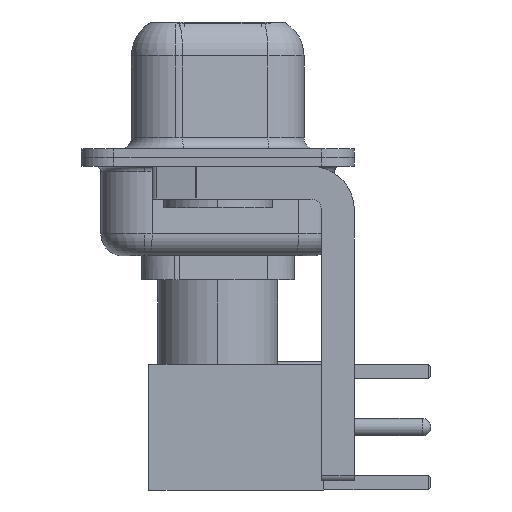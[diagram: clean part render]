
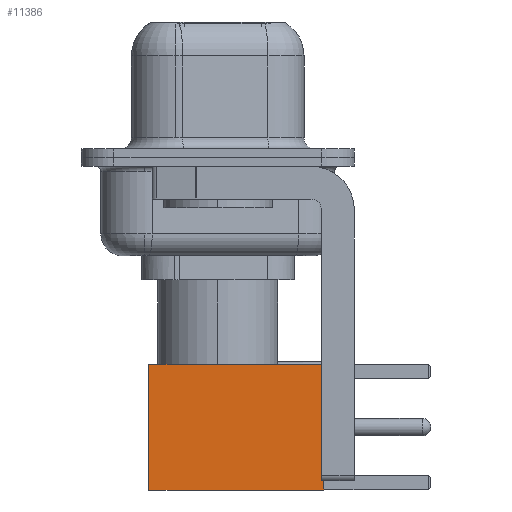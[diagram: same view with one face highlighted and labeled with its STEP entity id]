
A CAD part, left-side view. The second image highlights one B-rep face of the part: STEP entity #11386.
In plain terms, the highlighted face is planar.
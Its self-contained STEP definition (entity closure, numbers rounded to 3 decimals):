
#651 = VECTOR ( 'NONE', #9738, 1000. ) ;
#1156 = AXIS2_PLACEMENT_3D ( 'NONE', #2260, #19275, #2149 ) ;
#1775 = ORIENTED_EDGE ( 'NONE', *, *, #8896, .T. ) ;
#2149 = DIRECTION ( 'NONE',  ( 0., 0., 1. ) ) ;
#2260 = CARTESIAN_POINT ( 'NONE',  ( 2.875, 2.875, 0. ) ) ;
#2572 = EDGE_CURVE ( 'NONE', #20119, #2891, #19448, .T. ) ;
#2672 = CARTESIAN_POINT ( 'NONE',  ( -2.875, 2.875, 8. ) ) ;
#2755 = LINE ( 'NONE', #9526, #651 ) ;
#2891 = VERTEX_POINT ( 'NONE', #11744 ) ;
#5639 = DIRECTION ( 'NONE',  ( 0., 0., -1. ) ) ;
#6103 = VERTEX_POINT ( 'NONE', #21479 ) ;
#6173 = ORIENTED_EDGE ( 'NONE', *, *, #19021, .F. ) ;
#6423 = VECTOR ( 'NONE', #19323, 1000. ) ;
#6859 = EDGE_LOOP ( 'NONE', ( #1775, #16143, #20483, #6173 ) ) ;
#6975 = DIRECTION ( 'NONE',  ( -1., 0., 0. ) ) ;
#8355 = CARTESIAN_POINT ( 'NONE',  ( 2.875, 2.875, 8. ) ) ;
#8526 = LINE ( 'NONE', #16892, #12287 ) ;
#8896 = EDGE_CURVE ( 'NONE', #12398, #6103, #21104, .T. ) ;
#9526 = CARTESIAN_POINT ( 'NONE',  ( 0., 2.875, 8. ) ) ;
#9738 = DIRECTION ( 'NONE',  ( -1., 0., 0. ) ) ;
#10535 = CARTESIAN_POINT ( 'NONE',  ( 2.875, 2.875, 0. ) ) ;
#11386 = ADVANCED_FACE ( 'NONE', ( #17272 ), #12475, .T. ) ;
#11744 = CARTESIAN_POINT ( 'NONE',  ( -2.875, 2.875, 0. ) ) ;
#12287 = VECTOR ( 'NONE', #6975, 1000. ) ;
#12398 = VERTEX_POINT ( 'NONE', #8355 ) ;
#12475 = PLANE ( 'NONE',  #1156 ) ;
#16143 = ORIENTED_EDGE ( 'NONE', *, *, #17412, .T. ) ;
#16892 = CARTESIAN_POINT ( 'NONE',  ( 0., 2.875, 0. ) ) ;
#17272 = FACE_OUTER_BOUND ( 'NONE', #6859, .T. ) ;
#17412 = EDGE_CURVE ( 'NONE', #6103, #2891, #8526, .T. ) ;
#19021 = EDGE_CURVE ( 'NONE', #12398, #20119, #2755, .T. ) ;
#19275 = DIRECTION ( 'NONE',  ( 0., 1., 0. ) ) ;
#19323 = DIRECTION ( 'NONE',  ( 0., 0., -1. ) ) ;
#19329 = CARTESIAN_POINT ( 'NONE',  ( -2.875, 2.875, 0. ) ) ;
#19448 = LINE ( 'NONE', #19329, #19621 ) ;
#19621 = VECTOR ( 'NONE', #5639, 1000. ) ;
#20119 = VERTEX_POINT ( 'NONE', #2672 ) ;
#20483 = ORIENTED_EDGE ( 'NONE', *, *, #2572, .F. ) ;
#21104 = LINE ( 'NONE', #10535, #6423 ) ;
#21479 = CARTESIAN_POINT ( 'NONE',  ( 2.875, 2.875, 0. ) ) ;
